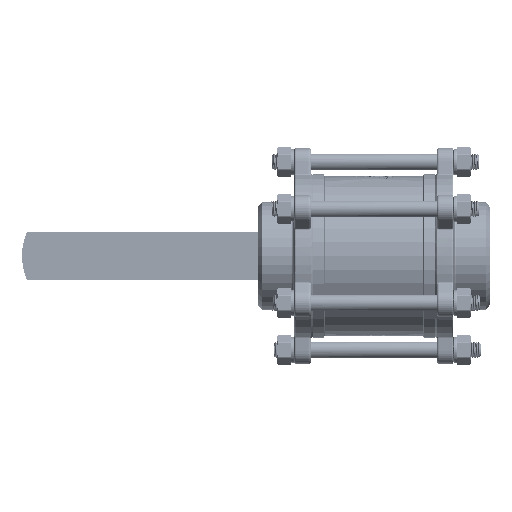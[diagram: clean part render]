
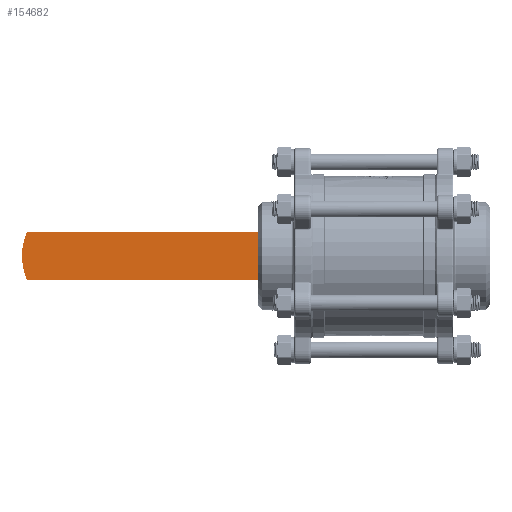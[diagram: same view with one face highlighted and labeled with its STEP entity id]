
A CAD part, front view. The second image highlights one B-rep face of the part: STEP entity #154682.
In plain terms, the highlighted planar face has unit normal (0, -1, 0).
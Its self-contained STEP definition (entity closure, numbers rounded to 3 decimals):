
#150377=DIRECTION('',(-1.,0.,0.));
#150378=VECTOR('',#150377,179.);
#150379=CARTESIAN_POINT('',(-66.589,109.5,17.));
#150380=LINE('',#150379,#150378);
#150381=DIRECTION('',(0.,0.,1.));
#150382=VECTOR('',#150381,34.2);
#150383=CARTESIAN_POINT('',(-66.589,109.5,-17.2));
#150384=LINE('',#150383,#150382);
#150385=DIRECTION('',(1.,0.,0.));
#150386=VECTOR('',#150385,179.);
#150387=CARTESIAN_POINT('',(-245.589,109.5,-17.2));
#150388=LINE('',#150387,#150386);
#150389=CARTESIAN_POINT('',(-204.287,109.5,-0.1));
#150390=DIRECTION('',(0.,-1.,0.));
#150391=DIRECTION('',(-1.,0.,0.));
#150392=AXIS2_PLACEMENT_3D('',#150389,#150390,#150391);
#150394=CARTESIAN_POINT('',(-204.287,109.5,-0.1));
#150395=DIRECTION('',(0.,-1.,0.));
#150396=DIRECTION('',(-0.924,0.,0.383));
#150397=AXIS2_PLACEMENT_3D('',#150394,#150395,#150396);
#153593=CARTESIAN_POINT('',(-66.589,109.5,17.));
#153594=CARTESIAN_POINT('',(-245.589,109.5,17.));
#153595=VERTEX_POINT('',#153593);
#153596=VERTEX_POINT('',#153594);
#153597=CARTESIAN_POINT('',(-248.989,109.5,-0.1));
#153598=CARTESIAN_POINT('',(-245.589,109.5,-17.2));
#153599=VERTEX_POINT('',#153597);
#153600=VERTEX_POINT('',#153598);
#153601=CARTESIAN_POINT('',(-66.589,109.5,-17.2));
#153602=VERTEX_POINT('',#153601);
#154665=CARTESIAN_POINT('',(-248.989,109.5,-0.1));
#154666=DIRECTION('',(0.,1.,0.));
#154667=DIRECTION('',(0.,0.,-1.));
#154668=AXIS2_PLACEMENT_3D('',#154665,#154666,#154667);
#154669=PLANE('',#154668);
#154671=ORIENTED_EDGE('',*,*,#154670,.F.);
#154673=ORIENTED_EDGE('',*,*,#154672,.F.);
#154675=ORIENTED_EDGE('',*,*,#154674,.F.);
#154677=ORIENTED_EDGE('',*,*,#154676,.F.);
#154679=ORIENTED_EDGE('',*,*,#154678,.F.);
#154680=EDGE_LOOP('',(#154671,#154673,#154675,#154677,#154679));
#154681=FACE_OUTER_BOUND('',#154680,.F.);
#154682=ADVANCED_FACE('',(#154681),#154669,.F.);
#150393=CIRCLE('',#150392,44.702);
#150398=CIRCLE('',#150397,44.702);
#154670=EDGE_CURVE('',#153595,#153596,#150380,.T.);
#154672=EDGE_CURVE('',#153602,#153595,#150384,.T.);
#154674=EDGE_CURVE('',#153600,#153602,#150388,.T.);
#154676=EDGE_CURVE('',#153599,#153600,#150393,.T.);
#154678=EDGE_CURVE('',#153596,#153599,#150398,.T.);
